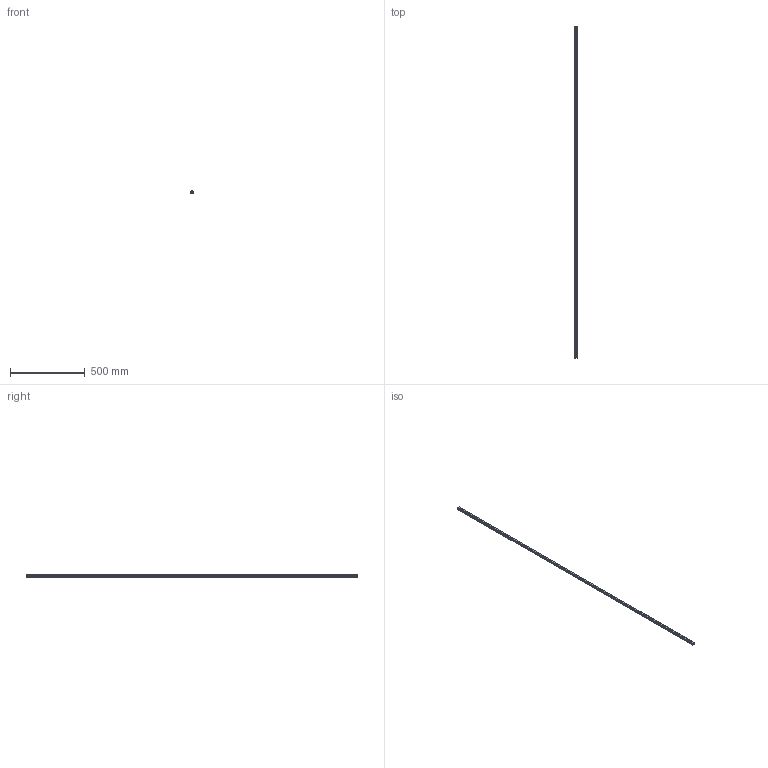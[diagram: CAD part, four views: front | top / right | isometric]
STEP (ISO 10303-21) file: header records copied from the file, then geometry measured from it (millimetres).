
FILE_DESCRIPTION(('STEP AP214'),'1');
FILE_NAME('cctmp_037EB981-F486-478F-8442-1D267FDFC48B_2021_01_19_13_57_43_0584..stp','2021-01-19T12:57:43',('HIWIN GmbH'),('CADClick - www.CADClick.com'),'Spatial InterOp 3D',' ','unknown authorization');
FILE_SCHEMA(('AUTOMOTIVE_DESIGN'));
Length unit declared in the file: millimetre
Products named in the file (1): HGR15T2220C_FILE
Bounding box: 15 x 2220 x 15 mm (x, y, z)
Volume: 416721.6 mm3; surface area: 140913.6 mm2
Topology: 1 solids, 1 shells, 263 faces, 697 edges, 403 vertices
Faces by surface type: cylinder 100, plane 89, cone 74
Entity records: 9689 total; most frequent: DIRECTION 1351, CARTESIAN_POINT 1290, ORIENTED_EDGE 1246, EDGE_CURVE 623, AXIS2_PLACEMENT_3D 464, LINE 423, VECTOR 423, VERTEX_POINT 403
